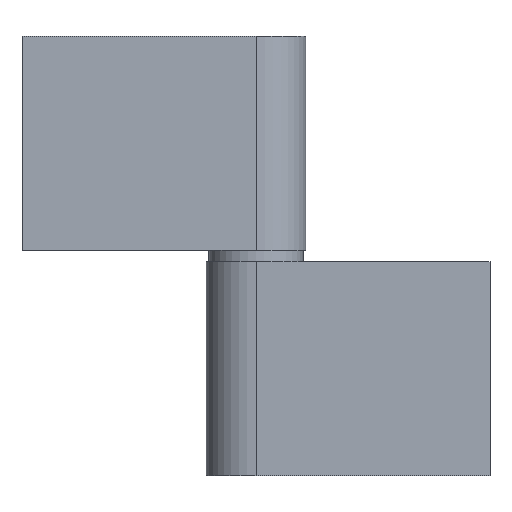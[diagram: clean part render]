
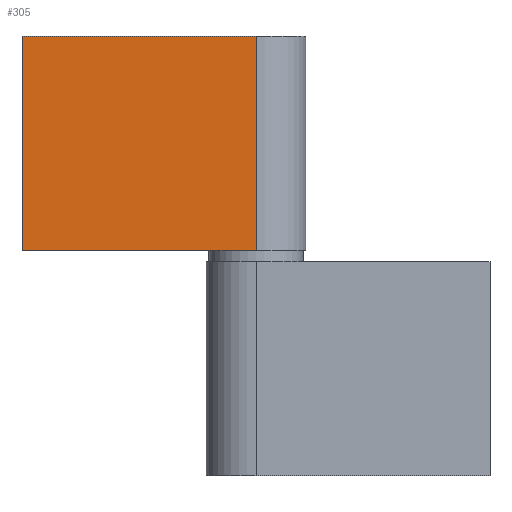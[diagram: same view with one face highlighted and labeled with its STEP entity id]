
A CAD part, top view. The second image highlights one B-rep face of the part: STEP entity #305.
In plain terms, the highlighted planar face has unit normal (0, 0, 1).
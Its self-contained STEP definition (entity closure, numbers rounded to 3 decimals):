
#217 = ORIENTED_EDGE ( 'NONE', *, *, #243, .T. ) ;
#218 = ORIENTED_EDGE ( 'NONE', *, *, #219, .F. ) ;
#219 = EDGE_CURVE ( 'NONE', #228, #271, #547, .T. ) ;
#220 = ORIENTED_EDGE ( 'NONE', *, *, #227, .F. ) ;
#221 = ORIENTED_EDGE ( 'NONE', *, *, #246, .T. ) ;
#227 = EDGE_CURVE ( 'NONE', #290, #228, #560, .T. ) ;
#228 = VERTEX_POINT ( 'NONE', #568 ) ;
#243 = EDGE_CURVE ( 'NONE', #330, #271, #645, .T. ) ;
#246 = EDGE_CURVE ( 'NONE', #290, #330, #570, .T. ) ;
#271 = VERTEX_POINT ( 'NONE', #629 ) ;
#290 = VERTEX_POINT ( 'NONE', #655 ) ;
#305 = ADVANCED_FACE ( 'NONE', ( #711 ), #709, .F. ) ;
#306 = EDGE_LOOP ( 'NONE', ( #217, #218, #220, #221 ) ) ;
#330 = VERTEX_POINT ( 'NONE', #724 ) ;
#544 = DIRECTION ( 'NONE',  ( 0., -1., 0. ) ) ;
#545 = VECTOR ( 'NONE', #544, 1000. ) ;
#546 = CARTESIAN_POINT ( 'NONE',  ( 82., 75., 17.5 ) ) ;
#547 = LINE ( 'NONE', #546, #545 ) ;
#554 = DIRECTION ( 'NONE',  ( 1., 0., 0. ) ) ;
#558 = VECTOR ( 'NONE', #554, 1000. ) ;
#559 = CARTESIAN_POINT ( 'NONE',  ( 0., 75., 17.5 ) ) ;
#560 = LINE ( 'NONE', #559, #558 ) ;
#568 = CARTESIAN_POINT ( 'NONE',  ( 82., 75., 17.5 ) ) ;
#570 = LINE ( 'NONE', #649, #648 ) ;
#571 = DIRECTION ( 'NONE',  ( 1., 0., 0. ) ) ;
#572 = VECTOR ( 'NONE', #571, 1000. ) ;
#573 = CARTESIAN_POINT ( 'NONE',  ( 0., 0., 17.5 ) ) ;
#629 = CARTESIAN_POINT ( 'NONE',  ( 82., 0., 17.5 ) ) ;
#645 = LINE ( 'NONE', #573, #572 ) ;
#647 = DIRECTION ( 'NONE',  ( 0., -1., 0. ) ) ;
#648 = VECTOR ( 'NONE', #647, 1000. ) ;
#649 = CARTESIAN_POINT ( 'NONE',  ( 0., 75., 17.5 ) ) ;
#655 = CARTESIAN_POINT ( 'NONE',  ( 0., 75., 17.5 ) ) ;
#707 = CARTESIAN_POINT ( 'NONE',  ( 0., 75., 17.5 ) ) ;
#708 = AXIS2_PLACEMENT_3D ( 'NONE', #707, #722, #721 ) ;
#709 = PLANE ( 'NONE',  #708 ) ;
#711 = FACE_OUTER_BOUND ( 'NONE', #306, .T. ) ;
#721 = DIRECTION ( 'NONE',  ( -1., 0., 0. ) ) ;
#722 = DIRECTION ( 'NONE',  ( 0., 0., -1. ) ) ;
#724 = CARTESIAN_POINT ( 'NONE',  ( 0., 0., 17.5 ) ) ;
